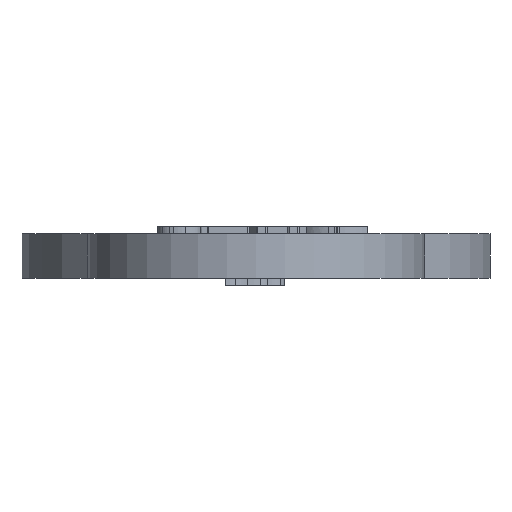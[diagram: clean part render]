
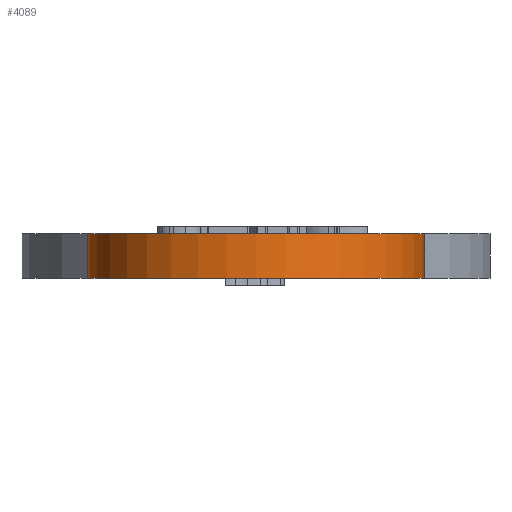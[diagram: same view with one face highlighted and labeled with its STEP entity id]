
A CAD part, front view. The second image highlights one B-rep face of the part: STEP entity #4089.
In plain terms, the highlighted cylindrical face has radius 11.5 mm (diameter 23 mm), a partial arc.
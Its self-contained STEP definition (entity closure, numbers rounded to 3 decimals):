
#25=CIRCLE('',#4229,11.5);
#26=CIRCLE('',#4230,11.5);
#34=CYLINDRICAL_SURFACE('',#4228,11.5);
#523=FACE_OUTER_BOUND('',#744,.T.);
#744=EDGE_LOOP('',(#3578,#3579,#3580,#3581));
#1111=LINE('',#7744,#1462);
#1114=LINE('',#7757,#1465);
#1462=VECTOR('',#4817,10.);
#1465=VECTOR('',#4832,10.);
#1967=VERTEX_POINT('',#7741);
#1968=VERTEX_POINT('',#7743);
#1971=VERTEX_POINT('',#7753);
#1972=VERTEX_POINT('',#7755);
#2565=EDGE_CURVE('',#1968,#1967,#1111,.T.);
#2570=EDGE_CURVE('',#1971,#1968,#25,.T.);
#2571=EDGE_CURVE('',#1967,#1972,#26,.T.);
#2572=EDGE_CURVE('',#1972,#1971,#1114,.T.);
#3578=ORIENTED_EDGE('',*,*,#2570,.T.);
#3579=ORIENTED_EDGE('',*,*,#2565,.T.);
#3580=ORIENTED_EDGE('',*,*,#2571,.T.);
#3581=ORIENTED_EDGE('',*,*,#2572,.T.);
#4089=ADVANCED_FACE('',(#523),#34,.T.);
#4228=AXIS2_PLACEMENT_3D('',#7752,#4826,#4827);
#4229=AXIS2_PLACEMENT_3D('',#7754,#4828,#4829);
#4230=AXIS2_PLACEMENT_3D('',#7756,#4830,#4831);
#4817=DIRECTION('',(0.,0.,-1.));
#4826=DIRECTION('center_axis',(0.,0.,1.));
#4827=DIRECTION('ref_axis',(0.707,-0.707,0.));
#4828=DIRECTION('center_axis',(0.,0.,-1.));
#4829=DIRECTION('ref_axis',(-0.707,-0.707,0.));
#4830=DIRECTION('center_axis',(0.,0.,1.));
#4831=DIRECTION('ref_axis',(-0.707,-0.707,0.));
#4832=DIRECTION('',(0.,0.,1.));
#7741=CARTESIAN_POINT('',(-11.509,-32.553,0.));
#7743=CARTESIAN_POINT('',(-11.509,-32.553,3.));
#7744=CARTESIAN_POINT('',(-11.509,-32.553,0.));
#7752=CARTESIAN_POINT('Origin',(-0.009,-32.553,0.));
#7753=CARTESIAN_POINT('',(11.491,-32.553,3.));
#7754=CARTESIAN_POINT('Origin',(-0.009,-32.553,
3.));
#7755=CARTESIAN_POINT('',(11.491,-32.553,0.));
#7756=CARTESIAN_POINT('Origin',(-0.009,-32.553,
0.));
#7757=CARTESIAN_POINT('',(11.491,-32.553,0.));
